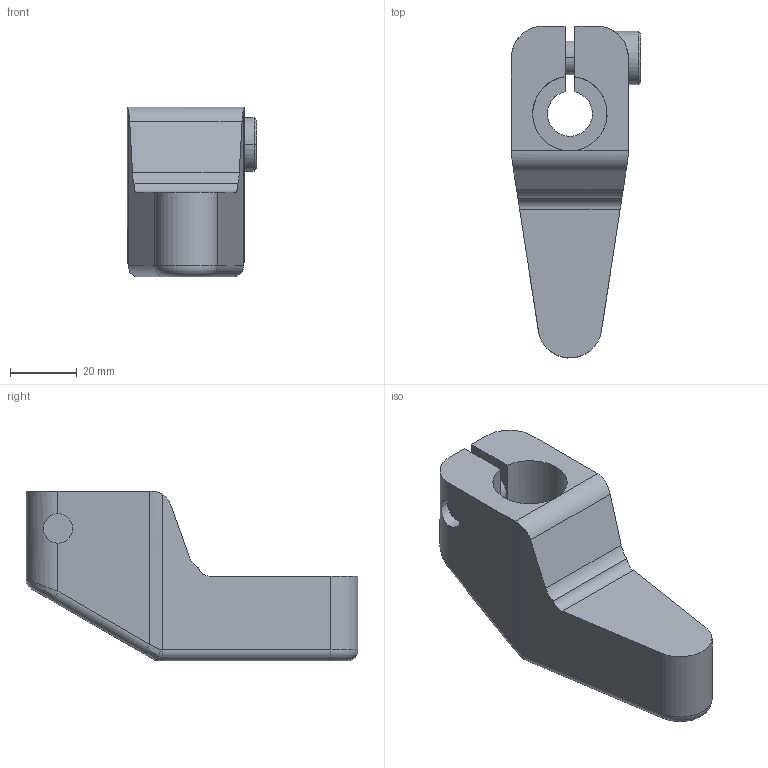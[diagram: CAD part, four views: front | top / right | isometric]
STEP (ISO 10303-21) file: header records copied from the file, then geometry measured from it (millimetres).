
FILE_DESCRIPTION((''),'2;1');
FILE_NAME('ILCM44142200','2006-05-16T',('KR'),(''),'PRO/ENGINEER BY PARAMETRIC TECHNOLOGY CORPORATION, 2004290','PRO/ENGINEER BY PARAMETRIC TECHNOLOGY CORPORATION, 2004290','');
FILE_SCHEMA(('AUTOMOTIVE_DESIGN_CC2 { 1 2 10303 214 -1 1 5 2 }'));
Length unit declared in the file: millimetre
Products named in the file (1): ILCM44142200
Bounding box: 38.6 x 99.18 x 50.8 mm (x, y, z)
Volume: 78455.5 mm3; surface area: 18401.8 mm2
Topology: 1 solids, 1 shells, 67 faces, 173 edges, 111 vertices
Faces by surface type: plane 29, cylinder 29, bspline 4, torus 3, cone 2
Entity records: 3027 total; most frequent: CARTESIAN_POINT 665, ORIENTED_EDGE 346, DIRECTION 325, PRESENTATION_STYLE_ASSIGNMENT 182, STYLED_ITEM 174, CURVE_STYLE 173, EDGE_CURVE 173, AXIS2_PLACEMENT_3D 116
